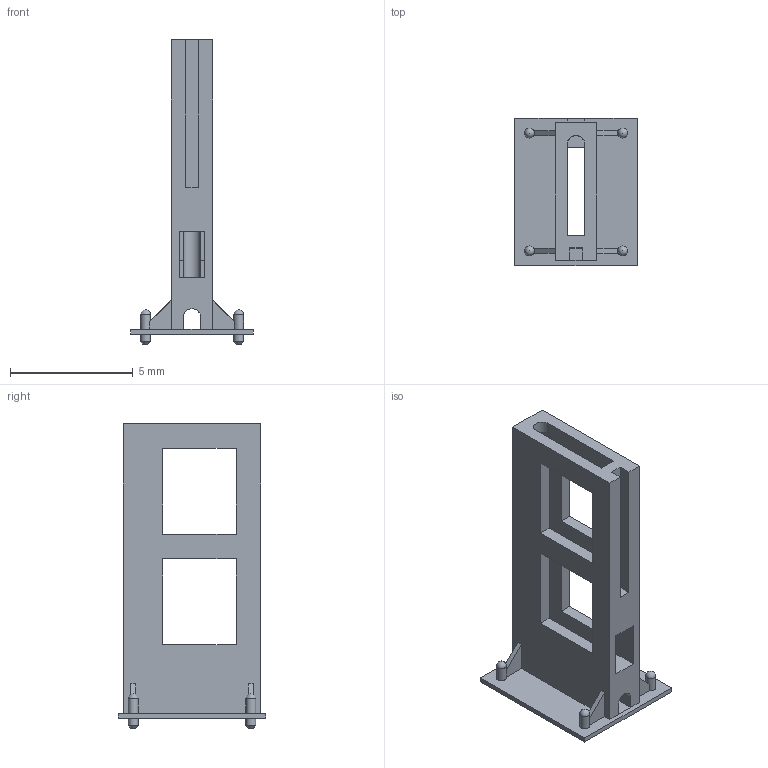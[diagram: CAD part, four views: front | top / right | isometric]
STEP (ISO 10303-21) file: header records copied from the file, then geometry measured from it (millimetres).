
FILE_DESCRIPTION(('FreeCAD Model'),'2;1');
FILE_NAME('Open CASCADE Shape Model','2024-01-26T19:07:54',('FreeCAD'),( 'FreeCAD'),'Open CASCADE STEP processor 7.5','FreeCAD','Unknown');
FILE_SCHEMA(('AUTOMOTIVE_DESIGN { 1 0 10303 214 1 1 1 1 }'));
Length unit declared in the file: millimetre
Products named in the file (1): Open CASCADE STEP translator 7.5 1
Bounding box: 5 x 6 x 12.4 mm (x, y, z)
Volume: 59.6 mm3; surface area: 306 mm2
Topology: 1 solids, 1 shells, 120 faces, 349 edges, 216 vertices
Faces by surface type: plane 100, cylinder 12, cone 4, sphere 4
Full cylindrical faces by diameter (mm): 0.4 x8
Entity records: 8491 total; most frequent: CARTESIAN_POINT 1627, DIRECTION 1290, LINE 905, VECTOR 905, ORIENTED_EDGE 686, PCURVE 686, DEFINITIONAL_REPRESENTATION 686, EDGE_CURVE 343
